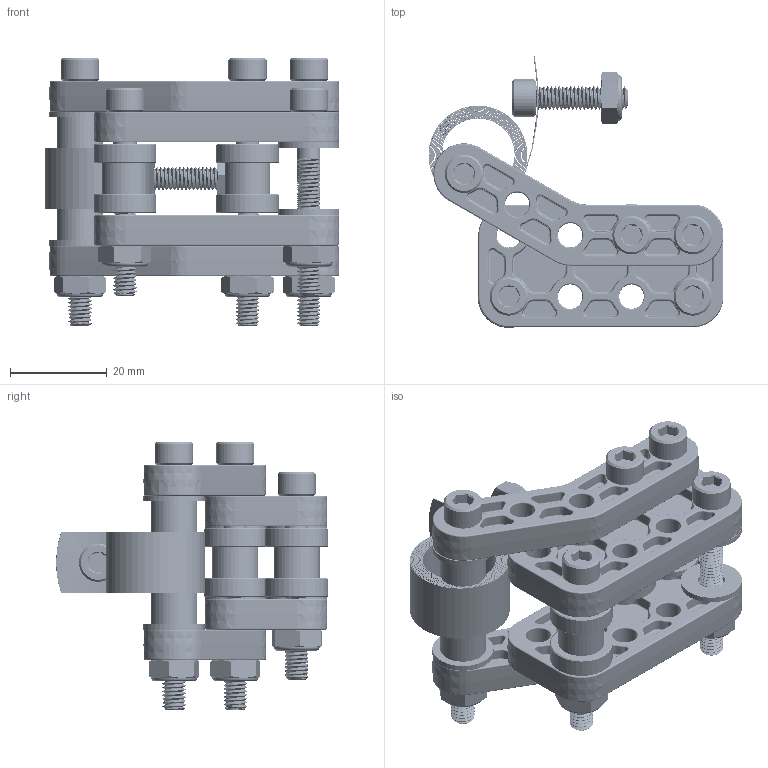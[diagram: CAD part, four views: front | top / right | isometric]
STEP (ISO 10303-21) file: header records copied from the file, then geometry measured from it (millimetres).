
FILE_DESCRIPTION (( 'STEP AP214' ), '1' );
FILE_NAME ('Robits Spring Extend Assembly (Spring Bearing Block).STEP', '2023-10-12T20:19:38', ( '' ), ( '' ), 'SwSTEP 2.0', 'SolidWorks 2022', '' );
FILE_SCHEMA (( 'AUTOMOTIVE_DESIGN' ));
Length unit declared in the file: inch
Products named in the file (12): am-1049 10-32 x 2000 SHCS_am-1049 10-32 x 2000 SHCS; Robits Spring Extend Assembly (Spring Bearing Block); am-1700 0.194 ID 0.375 OD 0.250 Long Nylon Spacer; am-1063 10-32 Nylock Jam Nut_am-1063 10-32 Nylock Jam Nut; am-1014 10-32 x 1500 SHCS_am-1014 10-32 x 1500 SHCS; am-1696 0.194 ID 0.375 OD 1.000 Long Nylon Spacer; am-4666  0.5IN Wide, 30IN Long Constant Force Spring_9293K52; am-1026 #10 Flat Washer_am-1026 #10 Flat Washer; am-4724 5 mm ID 13 mm OD Shielded Bearing_am-4724 5mm ID 13mm OD Shielded Radial Bearing; am-5006_2x4 RoBits 2x4 Plate; am-1047 10-32 x 0750 SHCS_am-1047 10-32 x 0750 SHCS; am-5010_150 RoBits Angle Gusset (150°)
Assembly tree (30 placements, depth 2):
  Robits Spring Extend Assembly (Spring Bearing Block)
    am-5006_2x4 RoBits 2x4 Plate  x2
    am-1026 #10 Flat Washer_am-1026 #10 Flat Washer  x6
    am-1063 10-32 Nylock Jam Nut_am-1063 10-32 Nylock Jam Nut  x6
    am-1014 10-32 x 1500 SHCS_am-1014 10-32 x 1500 SHCS  x2
    am-1047 10-32 x 0750 SHCS_am-1047 10-32 x 0750 SHCS
    am-1049 10-32 x 2000 SHCS_am-1049 10-32 x 2000 SHCS  x3
    am-1696 0.194 ID 0.375 OD 1.000 Long Nylon Spacer
    am-4666  0.5IN Wide, 30IN Long Constant Force Spring_9293K52
    am-4724 5 mm ID 13 mm OD Shielded Bearing_am-4724 5mm ID 13mm OD Shielded Radial Bearing  x4
    am-1700 0.194 ID 0.375 OD 0.250 Long Nylon Spacer  x2
    am-5010_150 RoBits Angle Gusset (150°)  x2
Bounding box: 61.09 x 56.32 x 55.63 mm (x, y, z)
Volume: 29332.8 mm3; surface area: 50858.5 mm2
Topology: 96 solids, 96 shells, 4188 faces, 9810 edges, 5816 vertices
Faces by surface type: torus 1400, cylinder 1182, cone 995, plane 484, sphere 100, bspline 27
Entity records: 73088 total; most frequent: CARTESIAN_POINT 29146, DIRECTION 9993, ORIENTED_EDGE 8708, AXIS2_PLACEMENT_3D 4371, EDGE_CURVE 4354, VERTEX_POINT 2579, CIRCLE 2479, EDGE_LOOP 1963
